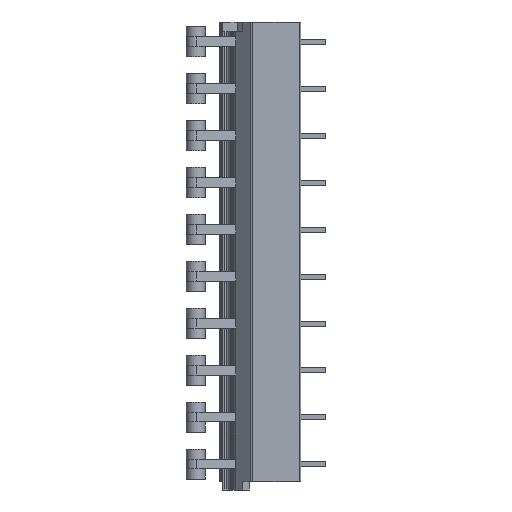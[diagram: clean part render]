
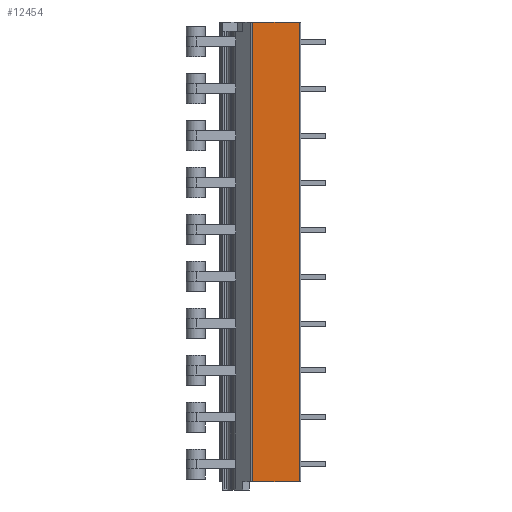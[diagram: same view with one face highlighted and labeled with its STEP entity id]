
A CAD part, left-side view. The second image highlights one B-rep face of the part: STEP entity #12454.
In plain terms, the highlighted planar face has unit normal (-1, 0, 0).
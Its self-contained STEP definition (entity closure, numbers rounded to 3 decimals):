
#30=DIRECTION('',(0.,-1.,0.));
#31=VECTOR('',#30,7.471);
#32=CARTESIAN_POINT('',(0.,7.671,-70.3));
#33=LINE('',#32,#31);
#310=DIRECTION('',(0.,-1.,0.));
#311=VECTOR('',#310,7.471);
#312=CARTESIAN_POINT('',(0.,7.671,3.2));
#313=LINE('',#312,#311);
#499=DIRECTION('',(0.,0.,1.));
#500=VECTOR('',#499,73.5);
#501=CARTESIAN_POINT('',(0.,7.671,-70.3));
#502=LINE('',#501,#500);
#503=DIRECTION('',(0.,0.,1.));
#504=VECTOR('',#503,73.5);
#505=CARTESIAN_POINT('',(0.,0.2,-70.3));
#506=LINE('',#505,#504);
#9748=CARTESIAN_POINT('',(0.,7.671,-70.3));
#9750=VERTEX_POINT('',#9748);
#9751=CARTESIAN_POINT('',(0.,0.2,-70.3));
#9752=VERTEX_POINT('',#9751);
#9868=CARTESIAN_POINT('',(0.,7.671,3.2));
#9870=VERTEX_POINT('',#9868);
#9871=CARTESIAN_POINT('',(0.,0.2,3.2));
#9872=VERTEX_POINT('',#9871);
#12442=CARTESIAN_POINT('',(0.,7.671,-70.3));
#12443=DIRECTION('',(-1.,0.,0.));
#12444=DIRECTION('',(0.,-1.,0.));
#12445=AXIS2_PLACEMENT_3D('',#12442,#12443,#12444);
#12446=PLANE('',#12445);
#12447=ORIENTED_EDGE('',*,*,#12436,.T.);
#12448=ORIENTED_EDGE('',*,*,#12306,.T.);
#12450=ORIENTED_EDGE('',*,*,#12449,.F.);
#12451=ORIENTED_EDGE('',*,*,#12106,.F.);
#12452=EDGE_LOOP('',(#12447,#12448,#12450,#12451));
#12453=FACE_OUTER_BOUND('',#12452,.F.);
#12454=ADVANCED_FACE('',(#12453),#12446,.T.);
#12106=EDGE_CURVE('',#9750,#9752,#33,.T.);
#12306=EDGE_CURVE('',#9870,#9872,#313,.T.);
#12436=EDGE_CURVE('',#9750,#9870,#502,.T.);
#12449=EDGE_CURVE('',#9752,#9872,#506,.T.);
